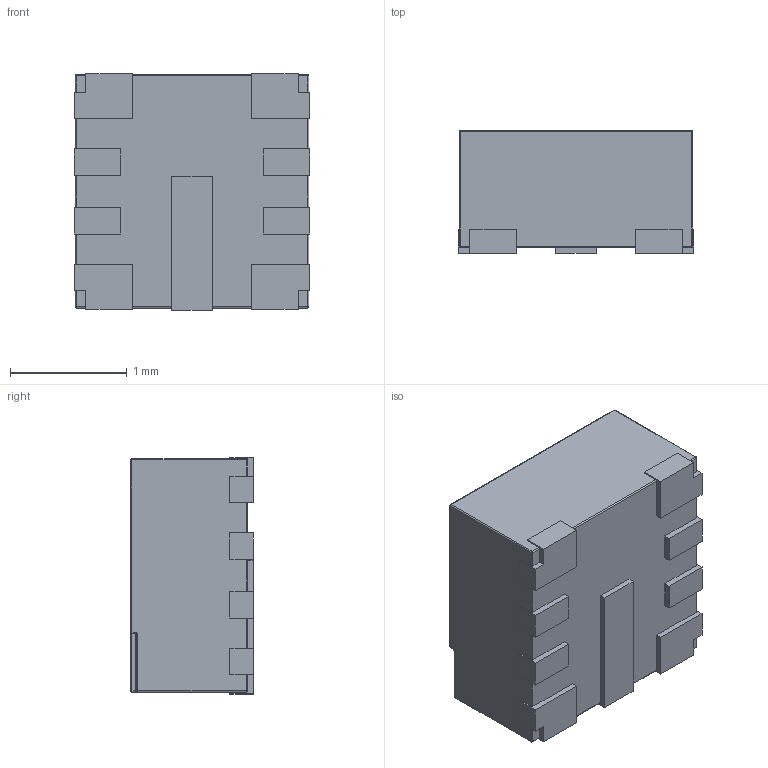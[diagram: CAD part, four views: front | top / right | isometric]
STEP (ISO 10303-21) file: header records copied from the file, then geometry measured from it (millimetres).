
FILE_DESCRIPTION (( 'STEP AP214' ), '1' );
FILE_NAME ('User Library-VQFN-HR-08 2x2.STEP', '2021-11-19T17:10:54', ( '' ), ( '' ), 'SwSTEP 2.0', 'SolidWorks 2021', '' );
FILE_SCHEMA (( 'AUTOMOTIVE_DESIGN' ));
Length unit declared in the file: millimetre
Products named in the file (1): User Library-VQFN-HR-08 2x2
Bounding box: 2.02 x 1.05 x 2.03 mm (x, y, z)
Volume: 4.1 mm3; surface area: 16.8 mm2
Topology: 1 solids, 1 shells, 124 faces, 340 edges, 208 vertices
Faces by surface type: plane 79, cylinder 33, bspline 12
Entity records: 5131 total; most frequent: CARTESIAN_POINT 855, ORIENTED_EDGE 660, DIRECTION 614, EDGE_CURVE 330, LINE 264, VECTOR 264, VERTEX_POINT 208, AXIS2_PLACEMENT_3D 175
